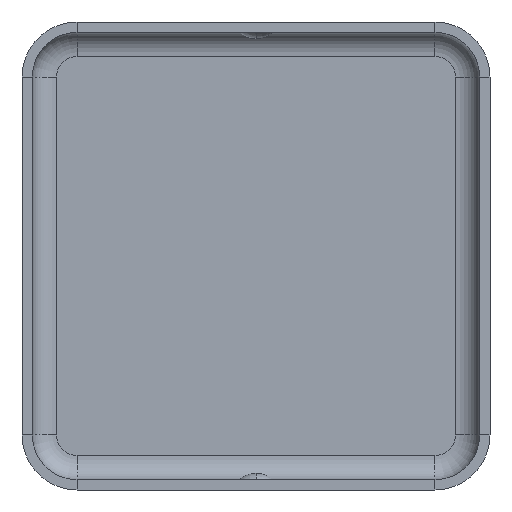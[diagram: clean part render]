
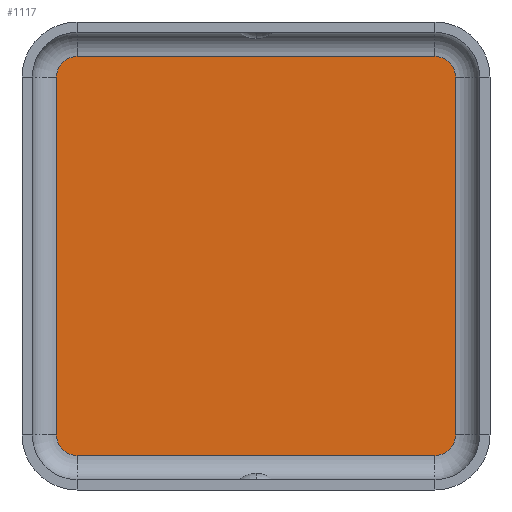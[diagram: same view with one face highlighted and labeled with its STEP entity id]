
A CAD part, front view. The second image highlights one B-rep face of the part: STEP entity #1117.
In plain terms, the highlighted planar face has unit normal (0, -1, 0).
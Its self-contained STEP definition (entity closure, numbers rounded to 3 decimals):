
#22 = VERTEX_POINT ( 'NONE', #1125 ) ;
#33 = VECTOR ( 'NONE', #175, 1000. ) ;
#41 = EDGE_LOOP ( 'NONE', ( #61, #1293, #1133, #1388, #572, #1208, #342, #149 ) ) ;
#61 = ORIENTED_EDGE ( 'NONE', *, *, #873, .F. ) ;
#89 = DIRECTION ( 'NONE',  ( 0., -1., 0. ) ) ;
#95 = VERTEX_POINT ( 'NONE', #366 ) ;
#149 = ORIENTED_EDGE ( 'NONE', *, *, #707, .T. ) ;
#171 = FACE_OUTER_BOUND ( 'NONE', #41, .T. ) ;
#175 = DIRECTION ( 'NONE',  ( -1., 0., 0. ) ) ;
#187 = CIRCLE ( 'NONE', #497, 0.6 ) ;
#188 = CARTESIAN_POINT ( 'NONE',  ( 5.2, 0., 5.2 ) ) ;
#202 = CARTESIAN_POINT ( 'NONE',  ( -5.8, 0., 5.2 ) ) ;
#208 = VECTOR ( 'NONE', #1321, 1000. ) ;
#226 = EDGE_CURVE ( 'NONE', #95, #333, #1160, .T. ) ;
#288 = VERTEX_POINT ( 'NONE', #1078 ) ;
#294 = CIRCLE ( 'NONE', #722, 0.6 ) ;
#309 = CARTESIAN_POINT ( 'NONE',  ( 5.2, 0., 5.8 ) ) ;
#325 = AXIS2_PLACEMENT_3D ( 'NONE', #188, #89, #499 ) ;
#333 = VERTEX_POINT ( 'NONE', #875 ) ;
#342 = ORIENTED_EDGE ( 'NONE', *, *, #510, .T. ) ;
#351 = DIRECTION ( 'NONE',  ( 0., 0., 1. ) ) ;
#352 = VECTOR ( 'NONE', #520, 1000. ) ;
#366 = CARTESIAN_POINT ( 'NONE',  ( 5.2, 0., 5.8 ) ) ;
#421 = LINE ( 'NONE', #1213, #208 ) ;
#457 = CARTESIAN_POINT ( 'NONE',  ( 5.2, 0., -5.2 ) ) ;
#493 = CARTESIAN_POINT ( 'NONE',  ( -5.2, 0., -5.8 ) ) ;
#497 = AXIS2_PLACEMENT_3D ( 'NONE', #1356, #1247, #705 ) ;
#499 = DIRECTION ( 'NONE',  ( 0., 0., -1. ) ) ;
#508 = CARTESIAN_POINT ( 'NONE',  ( 5.8, 0., 0. ) ) ;
#510 = EDGE_CURVE ( 'NONE', #632, #22, #421, .T. ) ;
#520 = DIRECTION ( 'NONE',  ( -1., 0., 0. ) ) ;
#572 = ORIENTED_EDGE ( 'NONE', *, *, #226, .T. ) ;
#582 = EDGE_CURVE ( 'NONE', #1302, #770, #893, .T. ) ;
#620 = DIRECTION ( 'NONE',  ( 0., 0., -1. ) ) ;
#632 = VERTEX_POINT ( 'NONE', #202 ) ;
#666 = AXIS2_PLACEMENT_3D ( 'NONE', #1340, #687, #1146 ) ;
#687 = DIRECTION ( 'NONE',  ( 0., -1., 0. ) ) ;
#697 = CARTESIAN_POINT ( 'NONE',  ( 5.8, 0., -5.2 ) ) ;
#705 = DIRECTION ( 'NONE',  ( 0., 0., 1. ) ) ;
#707 = EDGE_CURVE ( 'NONE', #22, #929, #187, .T. ) ;
#722 = AXIS2_PLACEMENT_3D ( 'NONE', #1235, #1129, #922 ) ;
#770 = VERTEX_POINT ( 'NONE', #697 ) ;
#778 = LINE ( 'NONE', #823, #33 ) ;
#823 = CARTESIAN_POINT ( 'NONE',  ( 5.2, 0., -5.8 ) ) ;
#863 = CIRCLE ( 'NONE', #884, 0.6 ) ;
#873 = EDGE_CURVE ( 'NONE', #288, #929, #778, .T. ) ;
#875 = CARTESIAN_POINT ( 'NONE',  ( -5.2, 0., 5.8 ) ) ;
#884 = AXIS2_PLACEMENT_3D ( 'NONE', #457, #1110, #351 ) ;
#893 = LINE ( 'NONE', #508, #1363 ) ;
#922 = DIRECTION ( 'NONE',  ( 0., 0., -1. ) ) ;
#929 = VERTEX_POINT ( 'NONE', #493 ) ;
#946 = EDGE_CURVE ( 'NONE', #770, #288, #863, .T. ) ;
#1053 = CIRCLE ( 'NONE', #325, 0.6 ) ;
#1067 = EDGE_CURVE ( 'NONE', #632, #333, #294, .T. ) ;
#1078 = CARTESIAN_POINT ( 'NONE',  ( 5.2, 0., -5.8 ) ) ;
#1110 = DIRECTION ( 'NONE',  ( 0., 1., 0. ) ) ;
#1117 = ADVANCED_FACE ( 'NONE', ( #171 ), #1228, .T. ) ;
#1125 = CARTESIAN_POINT ( 'NONE',  ( -5.8, 0., -5.2 ) ) ;
#1129 = DIRECTION ( 'NONE',  ( 0., 1., 0. ) ) ;
#1133 = ORIENTED_EDGE ( 'NONE', *, *, #582, .F. ) ;
#1146 = DIRECTION ( 'NONE',  ( 0., 0., -1. ) ) ;
#1160 = LINE ( 'NONE', #309, #352 ) ;
#1208 = ORIENTED_EDGE ( 'NONE', *, *, #1067, .F. ) ;
#1213 = CARTESIAN_POINT ( 'NONE',  ( -5.8, 0., 0. ) ) ;
#1214 = EDGE_CURVE ( 'NONE', #1302, #95, #1053, .T. ) ;
#1228 = PLANE ( 'NONE',  #666 ) ;
#1235 = CARTESIAN_POINT ( 'NONE',  ( -5.2, 0., 5.2 ) ) ;
#1247 = DIRECTION ( 'NONE',  ( 0., -1., 0. ) ) ;
#1283 = CARTESIAN_POINT ( 'NONE',  ( 5.8, 0., 5.2 ) ) ;
#1293 = ORIENTED_EDGE ( 'NONE', *, *, #946, .F. ) ;
#1302 = VERTEX_POINT ( 'NONE', #1283 ) ;
#1321 = DIRECTION ( 'NONE',  ( 0., 0., -1. ) ) ;
#1340 = CARTESIAN_POINT ( 'NONE',  ( 5.2, 0., -5.2 ) ) ;
#1356 = CARTESIAN_POINT ( 'NONE',  ( -5.2, 0., -5.2 ) ) ;
#1363 = VECTOR ( 'NONE', #620, 1000. ) ;
#1388 = ORIENTED_EDGE ( 'NONE', *, *, #1214, .T. ) ;
